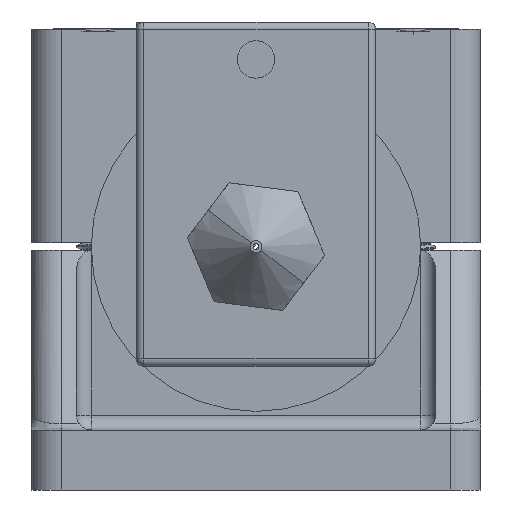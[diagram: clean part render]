
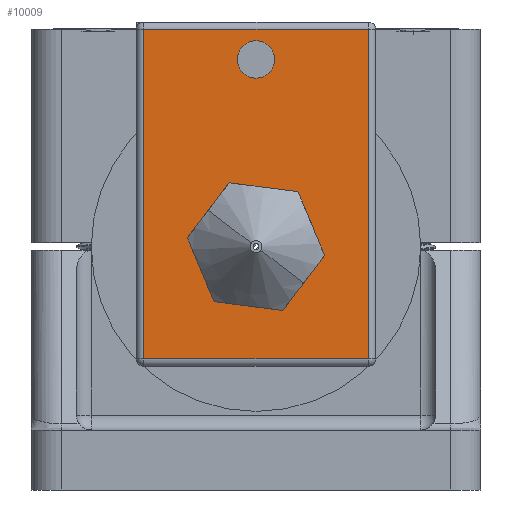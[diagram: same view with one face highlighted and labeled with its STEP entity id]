
A CAD part, front view. The second image highlights one B-rep face of the part: STEP entity #10009.
In plain terms, the highlighted planar face has unit normal (0, -1, 0).
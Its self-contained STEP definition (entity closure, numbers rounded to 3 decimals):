
#531 = DIRECTION ( 'NONE',  ( 0., 0., -1. ) ) ;
#554 = EDGE_CURVE ( 'NONE', #16269, #4018, #10549, .T. ) ;
#575 = EDGE_LOOP ( 'NONE', ( #20655, #16651, #17667, #26153 ) ) ;
#955 = AXIS2_PLACEMENT_3D ( 'NONE', #2670, #21818, #12973 ) ;
#1174 = DIRECTION ( 'NONE',  ( 0., -1., 0. ) ) ;
#1264 = LINE ( 'NONE', #22786, #20726 ) ;
#1446 = VERTEX_POINT ( 'NONE', #22649 ) ;
#1491 = CARTESIAN_POINT ( 'NONE',  ( 0., 0., 0. ) ) ;
#2040 = DIRECTION ( 'NONE',  ( 0., -1., 0. ) ) ;
#2670 = CARTESIAN_POINT ( 'NONE',  ( 3.5, 0., 0. ) ) ;
#2829 = EDGE_CURVE ( 'NONE', #3840, #6233, #3048, .T. ) ;
#3048 = CIRCLE ( 'NONE', #20567, 1.25 ) ;
#3594 = PLANE ( 'NONE',  #16501 ) ;
#3840 = VERTEX_POINT ( 'NONE', #11434 ) ;
#3882 = DIRECTION ( 'NONE',  ( 0., 0., 1. ) ) ;
#3930 = EDGE_CURVE ( 'NONE', #24381, #25396, #22391, .T. ) ;
#4018 = VERTEX_POINT ( 'NONE', #16504 ) ;
#4519 = VECTOR ( 'NONE', #8441, 1000. ) ;
#4879 = EDGE_LOOP ( 'NONE', ( #13833, #24637 ) ) ;
#6233 = VERTEX_POINT ( 'NONE', #13717 ) ;
#6495 = AXIS2_PLACEMENT_3D ( 'NONE', #23571, #2040, #23162 ) ;
#7158 = ORIENTED_EDGE ( 'NONE', *, *, #2829, .F. ) ;
#7782 = CARTESIAN_POINT ( 'NONE',  ( 3.5, 0., 0. ) ) ;
#8116 = VERTEX_POINT ( 'NONE', #22525 ) ;
#8441 = DIRECTION ( 'NONE',  ( -1., 0., 0. ) ) ;
#8760 = VECTOR ( 'NONE', #15389, 1000. ) ;
#10009 = ADVANCED_FACE ( 'Face4', ( #12046, #22883, #20913 ), #3594, .F. ) ;
#10373 = DIRECTION ( 'NONE',  ( 1., 0., 0. ) ) ;
#10549 = LINE ( 'NONE', #14628, #4519 ) ;
#10993 = CARTESIAN_POINT ( 'NONE',  ( 11., 0., 7.5 ) ) ;
#11263 = CARTESIAN_POINT ( 'NONE',  ( 3.5, 0., 3.2 ) ) ;
#11434 = CARTESIAN_POINT ( 'NONE',  ( -9., 0., 1.25 ) ) ;
#12027 = EDGE_CURVE ( 'NONE', #6233, #3840, #27153, .T. ) ;
#12046 = FACE_BOUND ( 'NONE', #20689, .T. ) ;
#12182 = CIRCLE ( 'NONE', #955, 3.2 ) ;
#12973 = DIRECTION ( 'NONE',  ( 0., 0., -1. ) ) ;
#13327 = EDGE_CURVE ( 'NONE', #8116, #1446, #21600, .T. ) ;
#13597 = CARTESIAN_POINT ( 'NONE',  ( 3.5, 0., -3.2 ) ) ;
#13717 = CARTESIAN_POINT ( 'NONE',  ( -9., 0., -1.25 ) ) ;
#13833 = ORIENTED_EDGE ( 'NONE', *, *, #3930, .F. ) ;
#14628 = CARTESIAN_POINT ( 'NONE',  ( 0., 0., 7.5 ) ) ;
#15389 = DIRECTION ( 'NONE',  ( 0., 0., 1. ) ) ;
#16269 = VERTEX_POINT ( 'NONE', #10993 ) ;
#16501 = AXIS2_PLACEMENT_3D ( 'NONE', #1491, #18954, #3882 ) ;
#16504 = CARTESIAN_POINT ( 'NONE',  ( -11., 0., 7.5 ) ) ;
#16651 = ORIENTED_EDGE ( 'NONE', *, *, #27626, .T. ) ;
#17280 = DIRECTION ( 'NONE',  ( 0., -1., 0. ) ) ;
#17667 = ORIENTED_EDGE ( 'NONE', *, *, #554, .T. ) ;
#18954 = DIRECTION ( 'NONE',  ( 0., 1., 0. ) ) ;
#19381 = EDGE_CURVE ( 'NONE', #4018, #8116, #1264, .T. ) ;
#20154 = CARTESIAN_POINT ( 'NONE',  ( 11., 0., 0. ) ) ;
#20567 = AXIS2_PLACEMENT_3D ( 'NONE', #25872, #17280, #531 ) ;
#20655 = ORIENTED_EDGE ( 'NONE', *, *, #13327, .T. ) ;
#20689 = EDGE_LOOP ( 'NONE', ( #26396, #7158 ) ) ;
#20726 = VECTOR ( 'NONE', #22928, 1000. ) ;
#20913 = FACE_OUTER_BOUND ( 'NONE', #575, .T. ) ;
#21600 = LINE ( 'NONE', #25823, #25855 ) ;
#21818 = DIRECTION ( 'NONE',  ( 0., -1., 0. ) ) ;
#21846 = LINE ( 'NONE', #20154, #8760 ) ;
#22126 = EDGE_CURVE ( 'NONE', #25396, #24381, #12182, .T. ) ;
#22391 = CIRCLE ( 'NONE', #25993, 3.2 ) ;
#22525 = CARTESIAN_POINT ( 'NONE',  ( -11., 0., -7.5 ) ) ;
#22649 = CARTESIAN_POINT ( 'NONE',  ( 11., 0., -7.5 ) ) ;
#22693 = DIRECTION ( 'NONE',  ( 0., 0., -1. ) ) ;
#22786 = CARTESIAN_POINT ( 'NONE',  ( -11., 0., 0. ) ) ;
#22883 = FACE_BOUND ( 'NONE', #4879, .T. ) ;
#22928 = DIRECTION ( 'NONE',  ( 0., 0., -1. ) ) ;
#23162 = DIRECTION ( 'NONE',  ( 0., 0., -1. ) ) ;
#23571 = CARTESIAN_POINT ( 'NONE',  ( -9., 0., 0. ) ) ;
#24381 = VERTEX_POINT ( 'NONE', #13597 ) ;
#24637 = ORIENTED_EDGE ( 'NONE', *, *, #22126, .F. ) ;
#25396 = VERTEX_POINT ( 'NONE', #11263 ) ;
#25823 = CARTESIAN_POINT ( 'NONE',  ( 0., 0., -7.5 ) ) ;
#25855 = VECTOR ( 'NONE', #10373, 1000. ) ;
#25872 = CARTESIAN_POINT ( 'NONE',  ( -9., 0., 0. ) ) ;
#25993 = AXIS2_PLACEMENT_3D ( 'NONE', #7782, #1174, #22693 ) ;
#26153 = ORIENTED_EDGE ( 'NONE', *, *, #19381, .T. ) ;
#26396 = ORIENTED_EDGE ( 'NONE', *, *, #12027, .F. ) ;
#27153 = CIRCLE ( 'NONE', #6495, 1.25 ) ;
#27626 = EDGE_CURVE ( 'NONE', #1446, #16269, #21846, .T. ) ;
